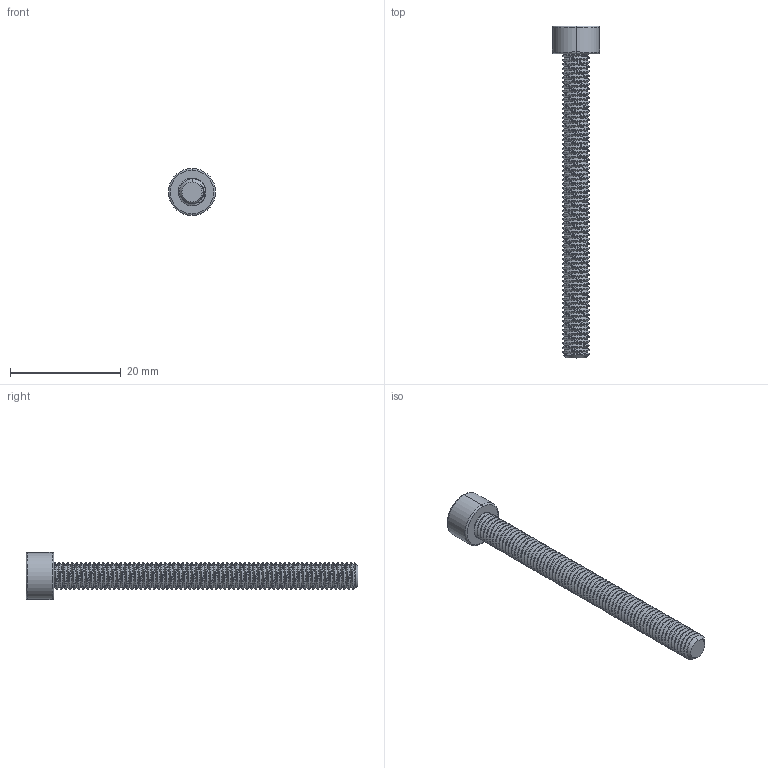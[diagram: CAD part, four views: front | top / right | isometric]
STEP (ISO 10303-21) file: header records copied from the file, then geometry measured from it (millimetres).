
FILE_DESCRIPTION (( 'STEP AP214' ), '1' );
FILE_NAME ('Screw_DIN_912_M5x55F_A2.STEP', '2024-07-16T05:49:22', ( '' ), ( '' ), 'SwSTEP 2.0', 'SolidWorks 2023', '' );
FILE_SCHEMA (( 'AUTOMOTIVE_DESIGN' ));
Length unit declared in the file: millimetre
Products named in the file (1): Screw_DIN_912_M5x55F_A2
Bounding box: 8.5 x 60 x 8.5 mm (x, y, z)
Volume: 1132.2 mm3; surface area: 1540.9 mm2
Topology: 1 solids, 1 shells, 170 faces, 482 edges, 316 vertices
Faces by surface type: cylinder 139, plane 22, torus 4, bspline 3, cone 2
Entity records: 13736 total; most frequent: CARTESIAN_POINT 10144, ORIENTED_EDGE 964, DIRECTION 550, EDGE_CURVE 482, VERTEX_POINT 316, AXIS2_PLACEMENT_3D 184, LINE 182, VECTOR 182
